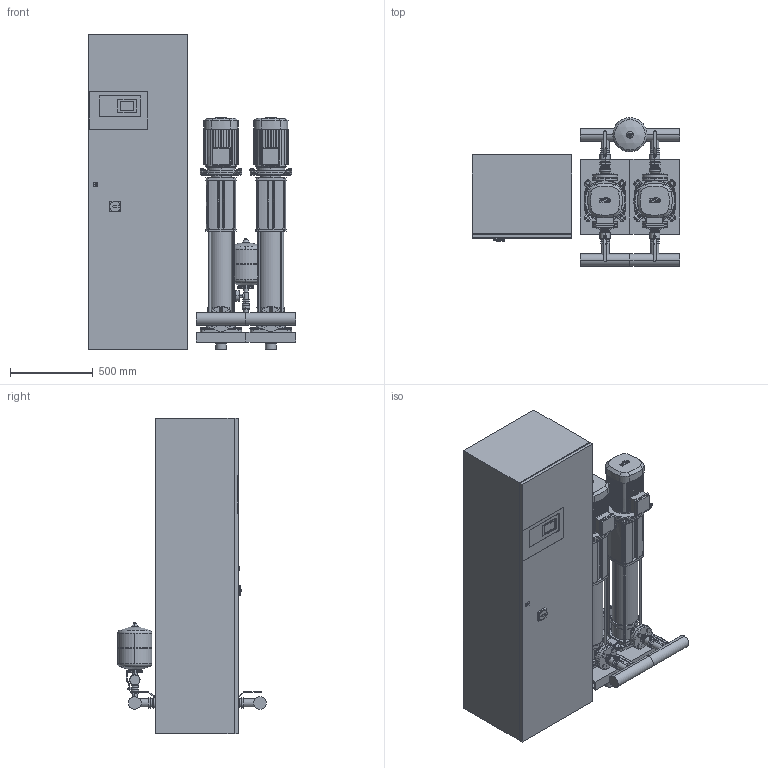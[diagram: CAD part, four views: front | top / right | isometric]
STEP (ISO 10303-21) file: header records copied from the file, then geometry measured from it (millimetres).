
FILE_DESCRIPTION((''),'2;1');
FILE_NAME('3d_COR-2HELIXV1015_K_CC-2534173.stp','2016-01-25T07:19:34',(''),(''),'Mechanical Desktop 2009','Mechanical Desktop 2009',', , ');
FILE_SCHEMA(('CONFIG_CONTROL_DESIGN'));
Length unit declared in the file: millimetre
Products named in the file (1): Product
Bounding box: 1250 x 895.05 x 1900 mm (x, y, z)
Volume: 650594721.5 mm3; surface area: 11019485.9 mm2
Topology: 108 solids, 108 shells, 3923 faces, 10249 edges, 6696 vertices
Faces by surface type: plane 1857, bspline 1150, cylinder 666, cone 156, torus 84, sphere 10
Entity records: 126515 total; most frequent: CARTESIAN_POINT 29849, ORIENTED_EDGE 20482, DIRECTION 18685, EDGE_CURVE 10241, VECTOR 7017, LINE 7017, VERTEX_POINT 6686, AXIS2_PLACEMENT_3D 5834
